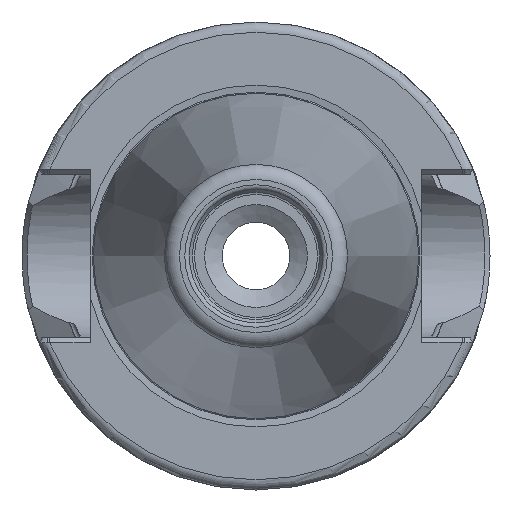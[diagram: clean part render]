
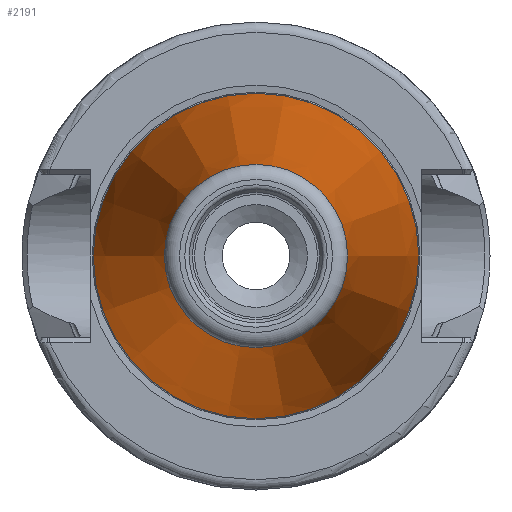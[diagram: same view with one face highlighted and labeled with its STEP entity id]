
A CAD part, left-side view. The second image highlights one B-rep face of the part: STEP entity #2191.
In plain terms, the highlighted conical face has half-angle 8.297 degrees and reference radius 12.502 mm.
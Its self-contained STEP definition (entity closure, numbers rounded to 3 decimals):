
#111=CONICAL_SURFACE('',#2424,12.502,0.145);
#276=FACE_OUTER_BOUND('',#400,.T.);
#400=EDGE_LOOP('',(#1848,#1849,#1850,#1851,#1852,#1853,#1854));
#511=LINE('',#4333,#609);
#609=VECTOR('',#2948,12.502);
#743=CIRCLE('',#2420,9.004);
#744=CIRCLE('',#2421,9.004);
#745=CIRCLE('',#2422,9.004);
#747=CIRCLE('',#2425,15.999);
#748=CIRCLE('',#2426,15.999);
#969=VERTEX_POINT('',#4321);
#970=VERTEX_POINT('',#4322);
#971=VERTEX_POINT('',#4324);
#972=VERTEX_POINT('',#4329);
#973=VERTEX_POINT('',#4330);
#1278=EDGE_CURVE('',#969,#970,#743,.T.);
#1279=EDGE_CURVE('',#971,#969,#744,.T.);
#1280=EDGE_CURVE('',#970,#971,#745,.T.);
#1282=EDGE_CURVE('',#972,#973,#747,.T.);
#1283=EDGE_CURVE('',#973,#972,#748,.T.);
#1284=EDGE_CURVE('',#973,#971,#511,.T.);
#1848=ORIENTED_EDGE('',*,*,#1282,.F.);
#1849=ORIENTED_EDGE('',*,*,#1283,.F.);
#1850=ORIENTED_EDGE('',*,*,#1284,.T.);
#1851=ORIENTED_EDGE('',*,*,#1279,.T.);
#1852=ORIENTED_EDGE('',*,*,#1278,.T.);
#1853=ORIENTED_EDGE('',*,*,#1280,.T.);
#1854=ORIENTED_EDGE('',*,*,#1284,.F.);
#2191=ADVANCED_FACE('',(#276),#111,.T.);
#2420=AXIS2_PLACEMENT_3D('',#4323,#2934,#2935);
#2421=AXIS2_PLACEMENT_3D('',#4325,#2936,#2937);
#2422=AXIS2_PLACEMENT_3D('',#4326,#2938,#2939);
#2424=AXIS2_PLACEMENT_3D('',#4328,#2942,#2943);
#2425=AXIS2_PLACEMENT_3D('',#4331,#2944,#2945);
#2426=AXIS2_PLACEMENT_3D('',#4332,#2946,#2947);
#2934=DIRECTION('center_axis',(1.,0.,0.));
#2935=DIRECTION('ref_axis',(0.,0.,-1.));
#2936=DIRECTION('center_axis',(1.,0.,0.));
#2937=DIRECTION('ref_axis',(0.,0.,-1.));
#2938=DIRECTION('center_axis',(1.,0.,0.));
#2939=DIRECTION('ref_axis',(0.,0.,-1.));
#2942=DIRECTION('center_axis',(1.,0.,0.));
#2943=DIRECTION('ref_axis',(0.,1.,0.));
#2944=DIRECTION('center_axis',(1.,0.,0.));
#2945=DIRECTION('ref_axis',(0.,0.,-1.));
#2946=DIRECTION('center_axis',(1.,0.,0.));
#2947=DIRECTION('ref_axis',(0.,0.,-1.));
#2948=DIRECTION('',(-0.99,0.144,0.));
#4321=CARTESIAN_POINT('',(-47.116,9.004,0.));
#4322=CARTESIAN_POINT('',(-47.116,0.,9.004));
#4323=CARTESIAN_POINT('Origin',(-47.116,0.,
0.));
#4324=CARTESIAN_POINT('',(-47.116,-9.004,0.));
#4325=CARTESIAN_POINT('Origin',(-47.116,0.,
0.));
#4326=CARTESIAN_POINT('Origin',(-47.116,0.,
0.));
#4328=CARTESIAN_POINT('Origin',(-23.132,0.,
0.));
#4329=CARTESIAN_POINT('',(0.852,15.999,0.));
#4330=CARTESIAN_POINT('',(0.852,-15.999,0.));
#4331=CARTESIAN_POINT('Origin',(0.852,0.,
0.));
#4332=CARTESIAN_POINT('Origin',(0.852,0.,
0.));
#4333=CARTESIAN_POINT('',(-23.132,-12.502,0.));
